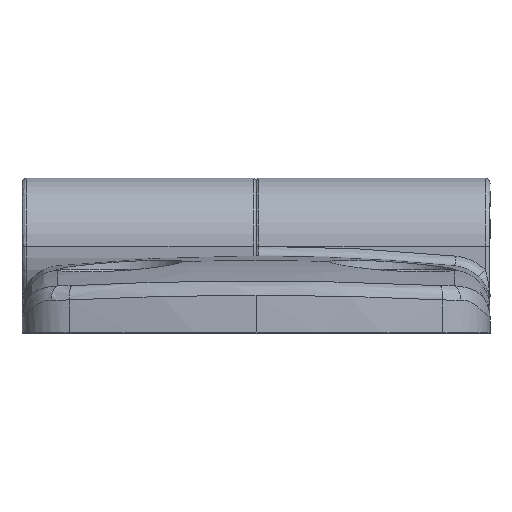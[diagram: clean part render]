
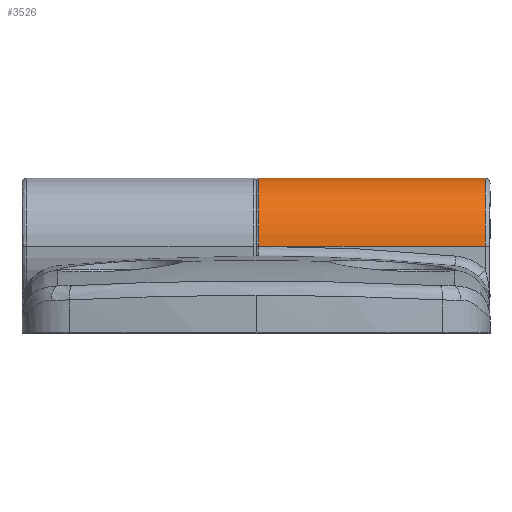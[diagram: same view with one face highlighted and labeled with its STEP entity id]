
A CAD part, top view. The second image highlights one B-rep face of the part: STEP entity #3526.
In plain terms, the highlighted cylindrical face has radius 7 mm (diameter 14 mm), a partial arc.
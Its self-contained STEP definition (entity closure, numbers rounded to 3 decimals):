
#6 = CIRCLE ( 'NONE', #463, 7. ) ;
#111 = CIRCLE ( 'NONE', #467, 7. ) ;
#349 = VERTEX_POINT ( 'NONE', #1402 ) ;
#463 = AXIS2_PLACEMENT_3D ( 'NONE', #4975, #4969, #4965 ) ;
#467 = AXIS2_PLACEMENT_3D ( 'NONE', #5075, #5062, #5060 ) ;
#1402 = CARTESIAN_POINT ( 'NONE',  ( -0.3, 8.9, 7. ) ) ;
#1878 = DIRECTION ( 'NONE',  ( -1., 0., 0. ) ) ;
#2188 = EDGE_CURVE ( 'NONE', #3078, #5185, #3033, .T. ) ;
#2242 = EDGE_CURVE ( 'NONE', #349, #3882, #2551, .T. ) ;
#2381 = CARTESIAN_POINT ( 'NONE',  ( 24., 8.9, -7. ) ) ;
#2440 = CARTESIAN_POINT ( 'NONE',  ( 24., 8.9, 7. ) ) ;
#2513 = EDGE_CURVE ( 'NONE', #3882, #5185, #111, .T. ) ;
#2530 = VECTOR ( 'NONE', #2609, 1000. ) ;
#2534 = EDGE_CURVE ( 'NONE', #349, #3078, #6, .T. ) ;
#2551 = LINE ( 'NONE', #2440, #2530 ) ;
#2609 = DIRECTION ( 'NONE',  ( -1., 0., 0. ) ) ;
#2632 = CARTESIAN_POINT ( 'NONE',  ( -23.5, 8.9, 7. ) ) ;
#3012 = VECTOR ( 'NONE', #1878, 1000. ) ;
#3033 = LINE ( 'NONE', #2381, #3012 ) ;
#3078 = VERTEX_POINT ( 'NONE', #3891 ) ;
#3526 = ADVANCED_FACE ( 'NONE', ( #4300 ), #5407, .T. ) ;
#3634 = EDGE_LOOP ( 'NONE', ( #5068, #5349, #5003, #4584 ) ) ;
#3882 = VERTEX_POINT ( 'NONE', #2632 ) ;
#3891 = CARTESIAN_POINT ( 'NONE',  ( -0.3, 8.9, -7. ) ) ;
#4080 = DIRECTION ( 'NONE',  ( 0., 0., 1. ) ) ;
#4089 = CARTESIAN_POINT ( 'NONE',  ( 24., 8.9, 0. ) ) ;
#4300 = FACE_OUTER_BOUND ( 'NONE', #3634, .T. ) ;
#4361 = DIRECTION ( 'NONE',  ( -1., 0., 0. ) ) ;
#4584 = ORIENTED_EDGE ( 'NONE', *, *, #2513, .F. ) ;
#4881 = CARTESIAN_POINT ( 'NONE',  ( -23.5, 8.9, -7. ) ) ;
#4965 = DIRECTION ( 'NONE',  ( 0., 0., 1. ) ) ;
#4969 = DIRECTION ( 'NONE',  ( -1., 0., 0. ) ) ;
#4975 = CARTESIAN_POINT ( 'NONE',  ( -0.3, 8.9, 0. ) ) ;
#5003 = ORIENTED_EDGE ( 'NONE', *, *, #2188, .T. ) ;
#5060 = DIRECTION ( 'NONE',  ( 0., 0., 1. ) ) ;
#5062 = DIRECTION ( 'NONE',  ( -1., 0., 0. ) ) ;
#5068 = ORIENTED_EDGE ( 'NONE', *, *, #2242, .F. ) ;
#5075 = CARTESIAN_POINT ( 'NONE',  ( -23.5, 8.9, 0. ) ) ;
#5185 = VERTEX_POINT ( 'NONE', #4881 ) ;
#5187 = AXIS2_PLACEMENT_3D ( 'NONE', #4089, #4361, #4080 ) ;
#5349 = ORIENTED_EDGE ( 'NONE', *, *, #2534, .T. ) ;
#5407 = CYLINDRICAL_SURFACE ( 'NONE', #5187, 7. ) ;
